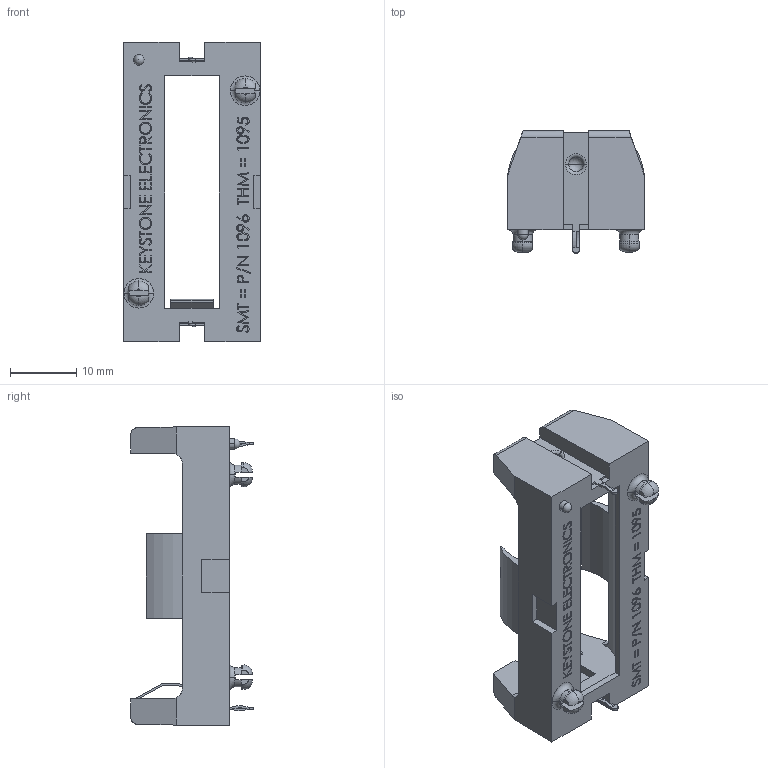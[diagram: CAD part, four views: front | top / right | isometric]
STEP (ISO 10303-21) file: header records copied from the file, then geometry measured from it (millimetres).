
FILE_DESCRIPTION (( 'STEP AP214' ), '1' );
FILE_NAME ('1095P.STEP', '2016-02-02T17:15:43', ( '' ), ( '' ), 'SwSTEP 2.0', 'SolidWorks 2013', '' );
FILE_SCHEMA (( 'AUTOMOTIVE_DESIGN' ));
Length unit declared in the file: inch
Products named in the file (1): 1095P
Bounding box: 20.65 x 18.41 x 45.15 mm (x, y, z)
Volume: 3844.8 mm3; surface area: 4249.8 mm2
Topology: 1 solids, 1 shells, 658 faces, 1798 edges, 1186 vertices
Faces by surface type: plane 447, bspline 143, cylinder 47, torus 20, sphere 1
Entity records: 29765 total; most frequent: CARTESIAN_POINT 13161, ORIENTED_EDGE 3588, DIRECTION 2670, EDGE_CURVE 1794, LINE 1322, VECTOR 1322, VERTEX_POINT 1185, EDGE_LOOP 715
